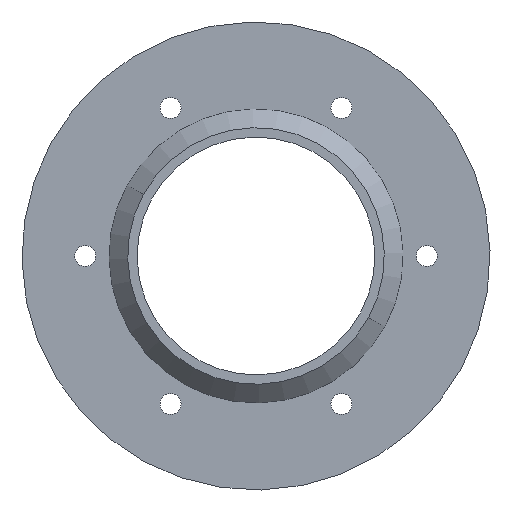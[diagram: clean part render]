
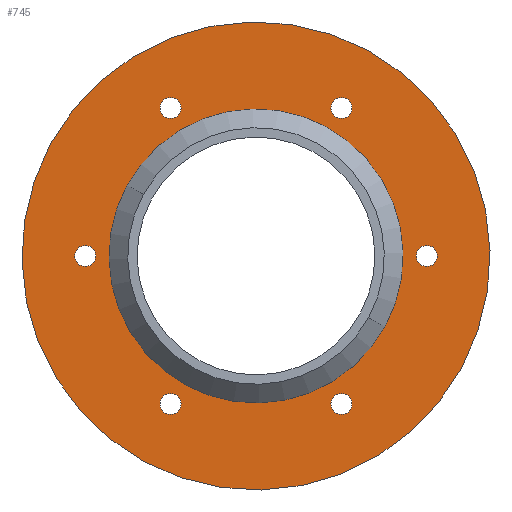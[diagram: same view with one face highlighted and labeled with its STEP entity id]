
A CAD part, left-side view. The second image highlights one B-rep face of the part: STEP entity #745.
In plain terms, the highlighted planar face has unit normal (-1, 0, 0).
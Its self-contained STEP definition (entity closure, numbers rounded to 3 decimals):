
#57=CARTESIAN_POINT('Axis2P3D Location',(25.5,18.25,-31.61)) ;
#61=CARTESIAN_POINT('Vertex',(25.5,16.,-31.61)) ;
#63=CARTESIAN_POINT('Vertex',(25.5,20.5,-31.61)) ;
#92=CARTESIAN_POINT('Axis2P3D Location',(25.5,18.25,-31.61)) ;
#254=CARTESIAN_POINT('Vertex',(25.5,43.879,23.971)) ;
#261=CARTESIAN_POINT('Vertex',(25.5,-43.879,-23.971)) ;
#264=CARTESIAN_POINT('Axis2P3D Location',(25.5,0.,0.)) ;
#276=CARTESIAN_POINT('Axis2P3D Location',(25.5,0.,0.)) ;
#299=CARTESIAN_POINT('Vertex',(25.5,-27.556,-15.054)) ;
#302=CARTESIAN_POINT('Axis2P3D Location',(25.5,0.,0.)) ;
#306=CARTESIAN_POINT('Vertex',(25.5,27.556,15.054)) ;
#328=CARTESIAN_POINT('Axis2P3D Location',(25.5,0.,0.)) ;
#498=CARTESIAN_POINT('Axis2P3D Location',(25.5,36.5,0.)) ;
#502=CARTESIAN_POINT('Vertex',(25.5,34.25,0.)) ;
#504=CARTESIAN_POINT('Vertex',(25.5,38.75,0.)) ;
#524=CARTESIAN_POINT('Axis2P3D Location',(25.5,36.5,0.)) ;
#541=CARTESIAN_POINT('Axis2P3D Location',(25.5,-18.25,31.61)) ;
#545=CARTESIAN_POINT('Vertex',(25.5,-20.5,31.61)) ;
#547=CARTESIAN_POINT('Vertex',(25.5,-16.,31.61)) ;
#567=CARTESIAN_POINT('Axis2P3D Location',(25.5,-18.25,31.61)) ;
#584=CARTESIAN_POINT('Axis2P3D Location',(25.5,18.25,31.61)) ;
#588=CARTESIAN_POINT('Vertex',(25.5,16.,31.61)) ;
#590=CARTESIAN_POINT('Vertex',(25.5,20.5,31.61)) ;
#610=CARTESIAN_POINT('Axis2P3D Location',(25.5,18.25,31.61)) ;
#627=CARTESIAN_POINT('Axis2P3D Location',(25.5,-18.25,-31.61)) ;
#631=CARTESIAN_POINT('Vertex',(25.5,-20.5,-31.61)) ;
#633=CARTESIAN_POINT('Vertex',(25.5,-16.,-31.61)) ;
#653=CARTESIAN_POINT('Axis2P3D Location',(25.5,-18.25,-31.61)) ;
#670=CARTESIAN_POINT('Axis2P3D Location',(25.5,-36.5,0.)) ;
#674=CARTESIAN_POINT('Vertex',(25.5,-38.75,0.)) ;
#676=CARTESIAN_POINT('Vertex',(25.5,-34.25,0.)) ;
#696=CARTESIAN_POINT('Axis2P3D Location',(25.5,-36.5,0.)) ;
#708=CARTESIAN_POINT('Axis2P3D Location',(25.5,50.,0.)) ;
#58=DIRECTION('Axis2P3D Direction',(1.,0.,0.)) ;
#93=DIRECTION('Axis2P3D Direction',(1.,0.,0.)) ;
#265=DIRECTION('Axis2P3D Direction',(1.,0.,0.)) ;
#277=DIRECTION('Axis2P3D Direction',(1.,0.,0.)) ;
#303=DIRECTION('Axis2P3D Direction',(1.,0.,0.)) ;
#329=DIRECTION('Axis2P3D Direction',(1.,0.,0.)) ;
#499=DIRECTION('Axis2P3D Direction',(1.,0.,0.)) ;
#525=DIRECTION('Axis2P3D Direction',(1.,0.,0.)) ;
#542=DIRECTION('Axis2P3D Direction',(1.,0.,0.)) ;
#568=DIRECTION('Axis2P3D Direction',(1.,0.,0.)) ;
#585=DIRECTION('Axis2P3D Direction',(1.,0.,0.)) ;
#611=DIRECTION('Axis2P3D Direction',(1.,0.,0.)) ;
#628=DIRECTION('Axis2P3D Direction',(1.,0.,0.)) ;
#654=DIRECTION('Axis2P3D Direction',(1.,0.,0.)) ;
#671=DIRECTION('Axis2P3D Direction',(1.,0.,0.)) ;
#697=DIRECTION('Axis2P3D Direction',(1.,0.,0.)) ;
#709=DIRECTION('Axis2P3D Direction',(1.,0.,0.)) ;
#710=DIRECTION('Axis2P3D XDirection',(0.,1.,0.)) ;
#59=AXIS2_PLACEMENT_3D('Circle Axis2P3D',#57,#58,$) ;
#94=AXIS2_PLACEMENT_3D('Circle Axis2P3D',#92,#93,$) ;
#266=AXIS2_PLACEMENT_3D('Circle Axis2P3D',#264,#265,$) ;
#278=AXIS2_PLACEMENT_3D('Circle Axis2P3D',#276,#277,$) ;
#304=AXIS2_PLACEMENT_3D('Circle Axis2P3D',#302,#303,$) ;
#330=AXIS2_PLACEMENT_3D('Circle Axis2P3D',#328,#329,$) ;
#500=AXIS2_PLACEMENT_3D('Circle Axis2P3D',#498,#499,$) ;
#526=AXIS2_PLACEMENT_3D('Circle Axis2P3D',#524,#525,$) ;
#543=AXIS2_PLACEMENT_3D('Circle Axis2P3D',#541,#542,$) ;
#569=AXIS2_PLACEMENT_3D('Circle Axis2P3D',#567,#568,$) ;
#586=AXIS2_PLACEMENT_3D('Circle Axis2P3D',#584,#585,$) ;
#612=AXIS2_PLACEMENT_3D('Circle Axis2P3D',#610,#611,$) ;
#629=AXIS2_PLACEMENT_3D('Circle Axis2P3D',#627,#628,$) ;
#655=AXIS2_PLACEMENT_3D('Circle Axis2P3D',#653,#654,$) ;
#672=AXIS2_PLACEMENT_3D('Circle Axis2P3D',#670,#671,$) ;
#698=AXIS2_PLACEMENT_3D('Circle Axis2P3D',#696,#697,$) ;
#711=AXIS2_PLACEMENT_3D('Plane Axis2P3D',#708,#709,#710) ;
#714=ORIENTED_EDGE('',*,*,#280,.F.) ;
#715=ORIENTED_EDGE('',*,*,#268,.F.) ;
#718=ORIENTED_EDGE('',*,*,#65,.T.) ;
#719=ORIENTED_EDGE('',*,*,#96,.T.) ;
#722=ORIENTED_EDGE('',*,*,#678,.T.) ;
#723=ORIENTED_EDGE('',*,*,#700,.T.) ;
#726=ORIENTED_EDGE('',*,*,#635,.T.) ;
#727=ORIENTED_EDGE('',*,*,#657,.T.) ;
#730=ORIENTED_EDGE('',*,*,#592,.T.) ;
#731=ORIENTED_EDGE('',*,*,#614,.T.) ;
#734=ORIENTED_EDGE('',*,*,#549,.T.) ;
#735=ORIENTED_EDGE('',*,*,#571,.T.) ;
#738=ORIENTED_EDGE('',*,*,#506,.T.) ;
#739=ORIENTED_EDGE('',*,*,#528,.T.) ;
#742=ORIENTED_EDGE('',*,*,#332,.T.) ;
#743=ORIENTED_EDGE('',*,*,#308,.T.) ;
#720=FACE_BOUND('',#717,.T.) ;
#724=FACE_BOUND('',#721,.T.) ;
#728=FACE_BOUND('',#725,.T.) ;
#732=FACE_BOUND('',#729,.T.) ;
#736=FACE_BOUND('',#733,.T.) ;
#740=FACE_BOUND('',#737,.T.) ;
#744=FACE_BOUND('',#741,.T.) ;
#745=ADVANCED_FACE('Corps principal',(#716,#720,#724,#728,#732,#736,#740,#744),#712,.F.) ;
#60=CIRCLE('generated circle',#59,2.25) ;
#95=CIRCLE('generated circle',#94,2.25) ;
#267=CIRCLE('generated circle',#266,50.) ;
#279=CIRCLE('generated circle',#278,50.) ;
#305=CIRCLE('generated circle',#304,31.4) ;
#331=CIRCLE('generated circle',#330,31.4) ;
#501=CIRCLE('generated circle',#500,2.25) ;
#527=CIRCLE('generated circle',#526,2.25) ;
#544=CIRCLE('generated circle',#543,2.25) ;
#570=CIRCLE('generated circle',#569,2.25) ;
#587=CIRCLE('generated circle',#586,2.25) ;
#613=CIRCLE('generated circle',#612,2.25) ;
#630=CIRCLE('generated circle',#629,2.25) ;
#656=CIRCLE('generated circle',#655,2.25) ;
#673=CIRCLE('generated circle',#672,2.25) ;
#699=CIRCLE('generated circle',#698,2.25) ;
#65=EDGE_CURVE('',#62,#64,#60,.T.) ;
#96=EDGE_CURVE('',#64,#62,#95,.T.) ;
#268=EDGE_CURVE('',#262,#255,#267,.T.) ;
#280=EDGE_CURVE('',#255,#262,#279,.T.) ;
#308=EDGE_CURVE('',#307,#300,#305,.T.) ;
#332=EDGE_CURVE('',#300,#307,#331,.T.) ;
#506=EDGE_CURVE('',#503,#505,#501,.T.) ;
#528=EDGE_CURVE('',#505,#503,#527,.T.) ;
#549=EDGE_CURVE('',#546,#548,#544,.T.) ;
#571=EDGE_CURVE('',#548,#546,#570,.T.) ;
#592=EDGE_CURVE('',#589,#591,#587,.T.) ;
#614=EDGE_CURVE('',#591,#589,#613,.T.) ;
#635=EDGE_CURVE('',#632,#634,#630,.T.) ;
#657=EDGE_CURVE('',#634,#632,#656,.T.) ;
#678=EDGE_CURVE('',#675,#677,#673,.T.) ;
#700=EDGE_CURVE('',#677,#675,#699,.T.) ;
#713=EDGE_LOOP('',(#714,#715)) ;
#717=EDGE_LOOP('',(#718,#719)) ;
#721=EDGE_LOOP('',(#722,#723)) ;
#725=EDGE_LOOP('',(#726,#727)) ;
#729=EDGE_LOOP('',(#730,#731)) ;
#733=EDGE_LOOP('',(#734,#735)) ;
#737=EDGE_LOOP('',(#738,#739)) ;
#741=EDGE_LOOP('',(#742,#743)) ;
#716=FACE_OUTER_BOUND('',#713,.T.) ;
#712=PLANE('Plane',#711) ;
#62=VERTEX_POINT('',#61) ;
#64=VERTEX_POINT('',#63) ;
#255=VERTEX_POINT('',#254) ;
#262=VERTEX_POINT('',#261) ;
#300=VERTEX_POINT('',#299) ;
#307=VERTEX_POINT('',#306) ;
#503=VERTEX_POINT('',#502) ;
#505=VERTEX_POINT('',#504) ;
#546=VERTEX_POINT('',#545) ;
#548=VERTEX_POINT('',#547) ;
#589=VERTEX_POINT('',#588) ;
#591=VERTEX_POINT('',#590) ;
#632=VERTEX_POINT('',#631) ;
#634=VERTEX_POINT('',#633) ;
#675=VERTEX_POINT('',#674) ;
#677=VERTEX_POINT('',#676) ;
